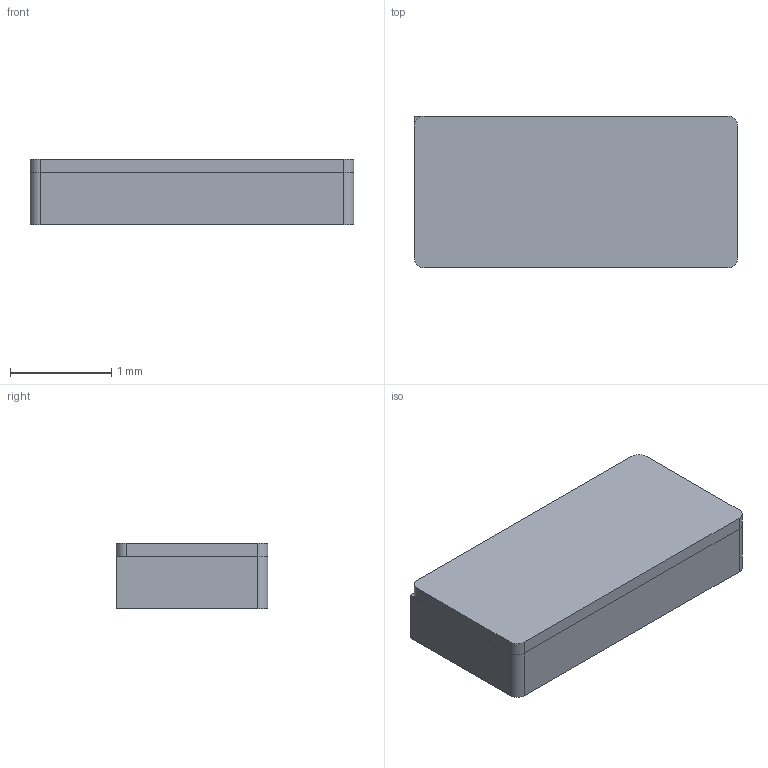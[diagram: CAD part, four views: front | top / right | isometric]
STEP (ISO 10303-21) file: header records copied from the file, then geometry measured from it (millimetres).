
FILE_DESCRIPTION(/* description */ (''),/* implementation_level */ '2;1');
FILE_NAME(/* name */ 'CM7V-T1A-32.768KHZ-12.5PF-20PPM-TA-QC.step',/* time_stamp */ '2020-03-08T18:05:09-04:00',/* author */ (''),/* organization */ (''),/* preprocessor_version */ 'ST-DEVELOPER v18',/* originating_system */ 'Autodesk Translation Framework v8.12.0.6',/* authorisation */ '');
FILE_SCHEMA (('AUTOMOTIVE_DESIGN { 1 0 10303 214 3 1 1 }'));
Length unit declared in the file: millimetre
Products named in the file (1): CM7V-T1A-32.768KHZ-12.5PF-20PPM-TA-QC
Bounding box: 3.2 x 1.5 x 0.65 mm (x, y, z)
Volume: 3.1 mm3; surface area: 25.2 mm2
Topology: 2 solids, 2 shells, 19 faces, 45 edges, 30 vertices
Faces by surface type: plane 12, cylinder 7
Entity records: 599 total; most frequent: DIRECTION 99, CARTESIAN_POINT 95, ORIENTED_EDGE 90, EDGE_CURVE 45, AXIS2_PLACEMENT_3D 34, LINE 31, VECTOR 31, VERTEX_POINT 30
